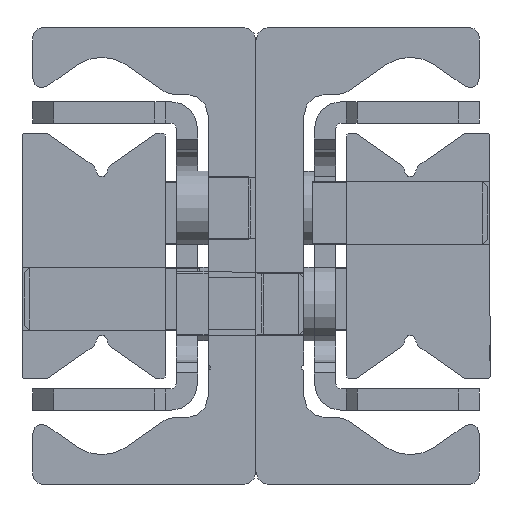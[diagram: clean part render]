
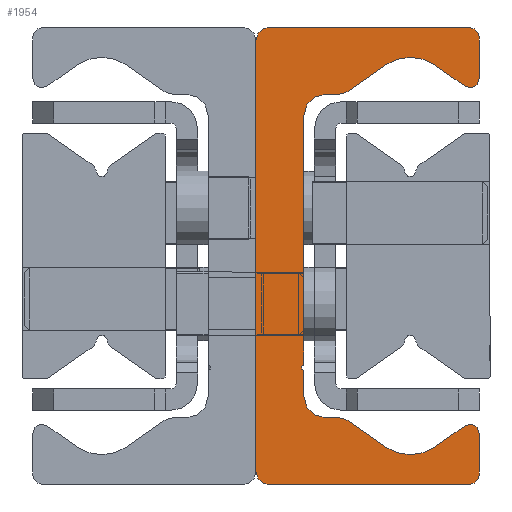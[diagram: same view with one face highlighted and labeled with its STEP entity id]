
A CAD part, left-side view. The second image highlights one B-rep face of the part: STEP entity #1954.
In plain terms, the highlighted planar face has unit normal (-1, 0, 0).
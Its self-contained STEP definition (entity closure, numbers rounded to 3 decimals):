
#967=CARTESIAN_POINT('',(0.0,9.25,-21.5));
#968=VERTEX_POINT('',#967);
#975=CARTESIAN_POINT('',(0.0,10.5,-20.25));
#976=VERTEX_POINT('',#975);
#977=CARTESIAN_POINT('',(0.0,9.25,-20.25));
#978=DIRECTION('',(1.0,0.0,0.0));
#979=DIRECTION('',(0.0,0.0,-1.0));
#980=AXIS2_PLACEMENT_3D('',#977,#978,#979);
#981=CIRCLE('',#980,1.25);
#982=EDGE_CURVE('',#968,#976,#981,.T.);
#1006=CARTESIAN_POINT('',(0.0,-9.5,-21.5));
#1007=VERTEX_POINT('',#1006);
#1014=CARTESIAN_POINT('',(0.0,-9.5,-21.5));
#1015=DIRECTION('',(0.0,1.0,0.0));
#1016=VECTOR('',#1015,18.75);
#1017=LINE('',#1014,#1016);
#1018=EDGE_CURVE('',#1007,#968,#1017,.T.);
#1038=CARTESIAN_POINT('',(0.0,-10.5,-20.5));
#1039=VERTEX_POINT('',#1038);
#1046=CARTESIAN_POINT('',(0.0,-9.5,-20.5));
#1047=DIRECTION('',(1.0,0.0,0.0));
#1048=DIRECTION('',(0.0,-1.0,0.0));
#1049=AXIS2_PLACEMENT_3D('',#1046,#1047,#1048);
#1050=CIRCLE('',#1049,1.0);
#1051=EDGE_CURVE('',#1039,#1007,#1050,.T.);
#1070=CARTESIAN_POINT('',(0.0,-10.5,-16.65));
#1071=VERTEX_POINT('',#1070);
#1078=CARTESIAN_POINT('',(0.0,-10.5,-16.65));
#1079=DIRECTION('',(0.0,0.0,-1.0));
#1080=VECTOR('',#1079,3.85);
#1081=LINE('',#1078,#1080);
#1082=EDGE_CURVE('',#1071,#1039,#1081,.T.);
#1102=CARTESIAN_POINT('',(0.0,-9.162,-15.954));
#1103=VERTEX_POINT('',#1102);
#1110=CARTESIAN_POINT('',(0.0,-9.65,-16.65));
#1111=DIRECTION('',(1.0,0.0,0.0));
#1112=DIRECTION('',(0.0,0.574,0.819));
#1113=AXIS2_PLACEMENT_3D('',#1110,#1111,#1112);
#1114=CIRCLE('',#1113,0.85);
#1115=EDGE_CURVE('',#1103,#1071,#1114,.T.);
#1134=CARTESIAN_POINT('',(0.0,-6.294,-17.962));
#1135=VERTEX_POINT('',#1134);
#1142=CARTESIAN_POINT('',(0.0,-6.294,-17.962));
#1143=DIRECTION('',(0.0,-0.819,0.574));
#1144=VECTOR('',#1143,3.501);
#1145=LINE('',#1142,#1144);
#1146=EDGE_CURVE('',#1135,#1103,#1145,.T.);
#1166=CARTESIAN_POINT('',(0.0,-1.706,-17.962));
#1167=VERTEX_POINT('',#1166);
#1174=CARTESIAN_POINT('',(0.0,-4.,-14.685));
#1175=DIRECTION('',(-1.0,0.0,0.0));
#1176=DIRECTION('',(0.0,0.574,0.819));
#1177=AXIS2_PLACEMENT_3D('',#1174,#1175,#1176);
#1178=CIRCLE('',#1177,4.0);
#1179=EDGE_CURVE('',#1167,#1135,#1178,.T.);
#1198=CARTESIAN_POINT('',(0.0,1.722,-15.562));
#1199=VERTEX_POINT('',#1198);
#1206=CARTESIAN_POINT('',(0.0,1.722,-15.562));
#1207=DIRECTION('',(0.0,-0.819,-0.574));
#1208=VECTOR('',#1207,4.185);
#1209=LINE('',#1206,#1208);
#1210=EDGE_CURVE('',#1199,#1167,#1209,.T.);
#1230=CARTESIAN_POINT('',(0.0,2.869,-15.2));
#1231=VERTEX_POINT('',#1230);
#1238=CARTESIAN_POINT('',(0.0,2.869,-17.2));
#1239=DIRECTION('',(1.0,0.0,0.0));
#1240=DIRECTION('',(0.0,0.0,1.0));
#1241=AXIS2_PLACEMENT_3D('',#1238,#1239,#1240);
#1242=CIRCLE('',#1241,2.0);
#1243=EDGE_CURVE('',#1231,#1199,#1242,.T.);
#1262=CARTESIAN_POINT('',(0.0,4.,-15.2));
#1263=VERTEX_POINT('',#1262);
#1270=CARTESIAN_POINT('',(0.0,4.,-15.2));
#1271=DIRECTION('',(0.0,-1.0,0.0));
#1272=VECTOR('',#1271,1.131);
#1273=LINE('',#1270,#1272);
#1274=EDGE_CURVE('',#1263,#1231,#1273,.T.);
#1294=CARTESIAN_POINT('',(0.0,6.,-13.2));
#1295=VERTEX_POINT('',#1294);
#1302=CARTESIAN_POINT('',(0.0,4.,-13.2));
#1303=DIRECTION('',(-1.0,0.0,0.0));
#1304=DIRECTION('',(0.0,0.0,1.0));
#1305=AXIS2_PLACEMENT_3D('',#1302,#1303,#1304);
#1306=CIRCLE('',#1305,2.0);
#1307=EDGE_CURVE('',#1295,#1263,#1306,.T.);
#1326=CARTESIAN_POINT('',(0.0,6.,-10.75));
#1327=VERTEX_POINT('',#1326);
#1334=CARTESIAN_POINT('',(0.0,6.,-10.75));
#1335=DIRECTION('',(0.0,0.0,-1.0));
#1336=VECTOR('',#1335,2.45);
#1337=LINE('',#1334,#1336);
#1338=EDGE_CURVE('',#1327,#1295,#1337,.T.);
#1358=CARTESIAN_POINT('',(0.0,6.,-10.25));
#1359=VERTEX_POINT('',#1358);
#1366=CARTESIAN_POINT('',(0.0,6.,-10.5));
#1367=DIRECTION('',(-1.0,0.0,0.0));
#1368=DIRECTION('',(0.0,0.0,1.0));
#1369=AXIS2_PLACEMENT_3D('',#1366,#1367,#1368);
#1370=CIRCLE('',#1369,0.25);
#1371=EDGE_CURVE('',#1359,#1327,#1370,.T.);
#1390=CARTESIAN_POINT('',(0.0,6.,13.2));
#1391=VERTEX_POINT('',#1390);
#1398=CARTESIAN_POINT('',(0.0,6.,13.2));
#1399=DIRECTION('',(0.0,0.0,-1.0));
#1400=VECTOR('',#1399,23.45);
#1401=LINE('',#1398,#1400);
#1402=EDGE_CURVE('',#1391,#1359,#1401,.T.);
#1491=CARTESIAN_POINT('',(0.0,4.,15.2));
#1492=VERTEX_POINT('',#1491);
#1499=CARTESIAN_POINT('',(0.0,4.,13.2));
#1500=DIRECTION('',(-1.0,0.0,0.0));
#1501=DIRECTION('',(0.0,-1.0,0.0));
#1502=AXIS2_PLACEMENT_3D('',#1499,#1500,#1501);
#1503=CIRCLE('',#1502,2.);
#1504=EDGE_CURVE('',#1492,#1391,#1503,.T.);
#1523=CARTESIAN_POINT('',(0.0,2.869,15.2));
#1524=VERTEX_POINT('',#1523);
#1531=CARTESIAN_POINT('',(0.0,2.869,15.2));
#1532=DIRECTION('',(0.0,1.0,0.0));
#1533=VECTOR('',#1532,1.131);
#1534=LINE('',#1531,#1533);
#1535=EDGE_CURVE('',#1524,#1492,#1534,.T.);
#1555=CARTESIAN_POINT('',(0.0,1.722,15.562));
#1556=VERTEX_POINT('',#1555);
#1563=CARTESIAN_POINT('',(0.0,2.869,17.2));
#1564=DIRECTION('',(1.0,0.0,0.0));
#1565=DIRECTION('',(0.0,-0.574,-0.819));
#1566=AXIS2_PLACEMENT_3D('',#1563,#1564,#1565);
#1567=CIRCLE('',#1566,2.0);
#1568=EDGE_CURVE('',#1556,#1524,#1567,.T.);
#1587=CARTESIAN_POINT('',(0.0,-1.706,17.962));
#1588=VERTEX_POINT('',#1587);
#1595=CARTESIAN_POINT('',(0.0,-1.706,17.962));
#1596=DIRECTION('',(0.0,0.819,-0.574));
#1597=VECTOR('',#1596,4.185);
#1598=LINE('',#1595,#1597);
#1599=EDGE_CURVE('',#1588,#1556,#1598,.T.);
#1619=CARTESIAN_POINT('',(0.0,-6.294,17.962));
#1620=VERTEX_POINT('',#1619);
#1627=CARTESIAN_POINT('',(0.0,-4.,14.685));
#1628=DIRECTION('',(-1.0,0.0,0.0));
#1629=DIRECTION('',(0.0,-0.574,-0.819));
#1630=AXIS2_PLACEMENT_3D('',#1627,#1628,#1629);
#1631=CIRCLE('',#1630,4.0);
#1632=EDGE_CURVE('',#1620,#1588,#1631,.T.);
#1651=CARTESIAN_POINT('',(0.0,-9.162,15.954));
#1652=VERTEX_POINT('',#1651);
#1659=CARTESIAN_POINT('',(0.0,-9.162,15.954));
#1660=DIRECTION('',(0.0,0.819,0.574));
#1661=VECTOR('',#1660,3.501);
#1662=LINE('',#1659,#1661);
#1663=EDGE_CURVE('',#1652,#1620,#1662,.T.);
#1683=CARTESIAN_POINT('',(0.0,-10.5,16.65));
#1684=VERTEX_POINT('',#1683);
#1691=CARTESIAN_POINT('',(0.0,-9.65,16.65));
#1692=DIRECTION('',(1.0,0.0,0.0));
#1693=DIRECTION('',(0.0,-1.0,0.0));
#1694=AXIS2_PLACEMENT_3D('',#1691,#1692,#1693);
#1695=CIRCLE('',#1694,0.85);
#1696=EDGE_CURVE('',#1684,#1652,#1695,.T.);
#1715=CARTESIAN_POINT('',(0.0,-10.5,20.5));
#1716=VERTEX_POINT('',#1715);
#1723=CARTESIAN_POINT('',(0.0,-10.5,20.5));
#1724=DIRECTION('',(0.0,0.0,-1.0));
#1725=VECTOR('',#1724,3.85);
#1726=LINE('',#1723,#1725);
#1727=EDGE_CURVE('',#1716,#1684,#1726,.T.);
#1747=CARTESIAN_POINT('',(0.0,-9.5,21.5));
#1748=VERTEX_POINT('',#1747);
#1755=CARTESIAN_POINT('',(0.0,-9.5,20.5));
#1756=DIRECTION('',(1.0,0.0,0.0));
#1757=DIRECTION('',(0.0,0.0,1.0));
#1758=AXIS2_PLACEMENT_3D('',#1755,#1756,#1757);
#1759=CIRCLE('',#1758,1.0);
#1760=EDGE_CURVE('',#1748,#1716,#1759,.T.);
#1779=CARTESIAN_POINT('',(0.0,9.25,21.5));
#1780=VERTEX_POINT('',#1779);
#1787=CARTESIAN_POINT('',(0.0,9.25,21.5));
#1788=DIRECTION('',(0.0,-1.0,0.0));
#1789=VECTOR('',#1788,18.75);
#1790=LINE('',#1787,#1789);
#1791=EDGE_CURVE('',#1780,#1748,#1790,.T.);
#1811=CARTESIAN_POINT('',(0.0,10.5,20.25));
#1812=VERTEX_POINT('',#1811);
#1819=CARTESIAN_POINT('',(0.0,9.25,20.25));
#1820=DIRECTION('',(1.0,0.0,0.0));
#1821=DIRECTION('',(0.0,1.0,0.0));
#1822=AXIS2_PLACEMENT_3D('',#1819,#1820,#1821);
#1823=CIRCLE('',#1822,1.25);
#1824=EDGE_CURVE('',#1812,#1780,#1823,.T.);
#1842=CARTESIAN_POINT('',(0.0,10.5,-20.25));
#1843=DIRECTION('',(0.0,0.0,1.0));
#1844=VECTOR('',#1843,40.5);
#1845=LINE('',#1842,#1844);
#1846=EDGE_CURVE('',#976,#1812,#1845,.T.);
#1921=CARTESIAN_POINT('',(0.0,2.66,-0.019));
#1922=DIRECTION('',(1.0,0.0,0.0));
#1923=DIRECTION('',(0.0,0.0,-1.0));
#1924=AXIS2_PLACEMENT_3D('',#1921,#1922,#1923);
#1925=PLANE('',#1924);
#1926=ORIENTED_EDGE('',*,*,#1846,.F.);
#1927=ORIENTED_EDGE('',*,*,#982,.F.);
#1928=ORIENTED_EDGE('',*,*,#1018,.F.);
#1929=ORIENTED_EDGE('',*,*,#1051,.F.);
#1930=ORIENTED_EDGE('',*,*,#1082,.F.);
#1931=ORIENTED_EDGE('',*,*,#1115,.F.);
#1932=ORIENTED_EDGE('',*,*,#1146,.F.);
#1933=ORIENTED_EDGE('',*,*,#1179,.F.);
#1934=ORIENTED_EDGE('',*,*,#1210,.F.);
#1935=ORIENTED_EDGE('',*,*,#1243,.F.);
#1936=ORIENTED_EDGE('',*,*,#1274,.F.);
#1937=ORIENTED_EDGE('',*,*,#1307,.F.);
#1938=ORIENTED_EDGE('',*,*,#1338,.F.);
#1939=ORIENTED_EDGE('',*,*,#1371,.F.);
#1940=ORIENTED_EDGE('',*,*,#1402,.F.);
#1941=ORIENTED_EDGE('',*,*,#1504,.F.);
#1942=ORIENTED_EDGE('',*,*,#1535,.F.);
#1943=ORIENTED_EDGE('',*,*,#1568,.F.);
#1944=ORIENTED_EDGE('',*,*,#1599,.F.);
#1945=ORIENTED_EDGE('',*,*,#1632,.F.);
#1946=ORIENTED_EDGE('',*,*,#1663,.F.);
#1947=ORIENTED_EDGE('',*,*,#1696,.F.);
#1948=ORIENTED_EDGE('',*,*,#1727,.F.);
#1949=ORIENTED_EDGE('',*,*,#1760,.F.);
#1950=ORIENTED_EDGE('',*,*,#1791,.F.);
#1951=ORIENTED_EDGE('',*,*,#1824,.F.);
#1952=EDGE_LOOP('',(#1926,#1927,#1928,#1929,#1930,#1931,#1932,#1933,#1934,#1935,#1936,#1937,#1938,#1939,#1940,#1941,#1942,#1943,#1944,#1945,#1946,#1947,#1948,#1949,#1950,#1951));
#1953=FACE_OUTER_BOUND('',#1952,.T.);
#1954=ADVANCED_FACE('',(#1953),#1925,.F.);
